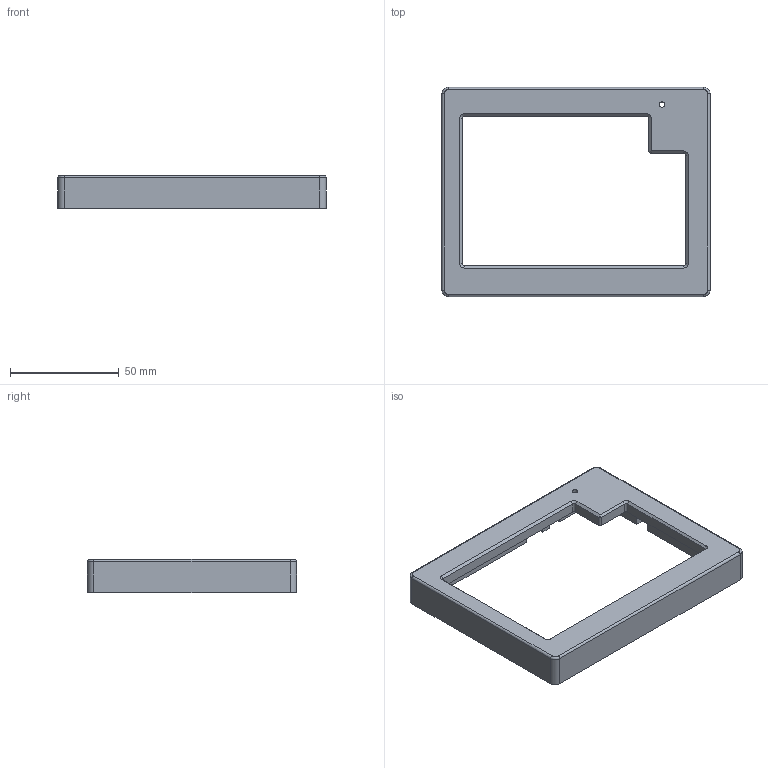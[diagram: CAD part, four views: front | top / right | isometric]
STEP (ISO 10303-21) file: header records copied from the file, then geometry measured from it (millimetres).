
FILE_DESCRIPTION(/* description */ (''),/* implementation_level */ '2;1');
FILE_NAME(/* name */ 'LEFT_TOP.step',/* time_stamp */ '2025-07-26T17:07:45+09:00',/* author */ (''),/* organization */ (''),/* preprocessor_version */ 'ST-DEVELOPER v20.1',/* originating_system */ 'Autodesk Translation Framework v14.10.0.0',/* authorisation */ '');
FILE_SCHEMA (('AUTOMOTIVE_DESIGN { 1 0 10303 214 3 1 1 }'));
Length unit declared in the file: millimetre
Products named in the file (1): 2025-07-26-17-07-45-102
Bounding box: 123.3 x 96.2 x 15.2 mm (x, y, z)
Volume: 44645.9 mm3; surface area: 23469.6 mm2
Topology: 1 solids, 1 shells, 143 faces, 361 edges, 233 vertices
Faces by surface type: plane 79, cylinder 54, cone 6, torus 4
Full cylindrical faces by diameter (mm): 1.5 x1, 2 x1, 2.5 x1, 3.2 x9
Entity records: 4332 total; most frequent: DIRECTION 765, CARTESIAN_POINT 737, ORIENTED_EDGE 720, EDGE_CURVE 360, AXIS2_PLACEMENT_3D 261, LINE 243, VECTOR 243, VERTEX_POINT 233
